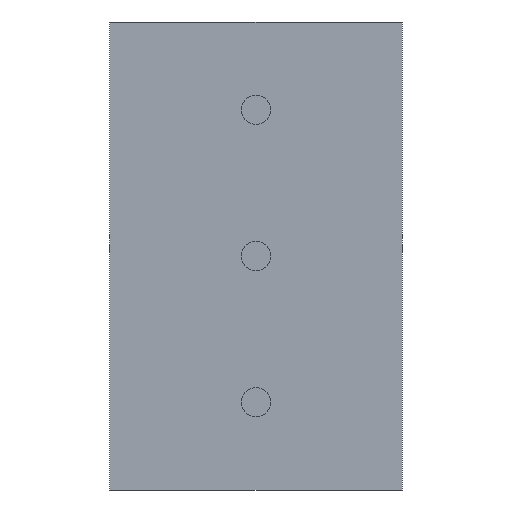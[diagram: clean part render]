
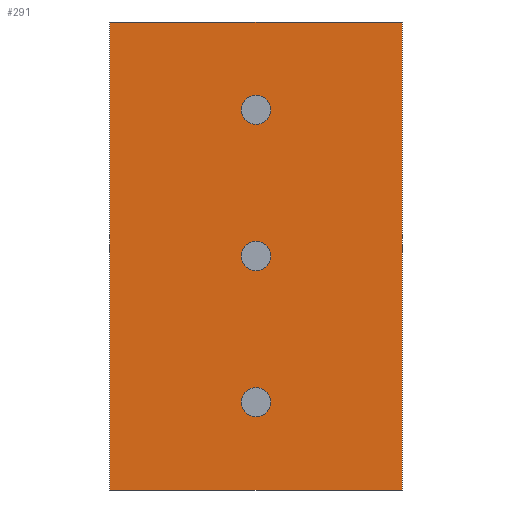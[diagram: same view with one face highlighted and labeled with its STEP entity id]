
A CAD part, front view. The second image highlights one B-rep face of the part: STEP entity #291.
In plain terms, the highlighted planar face has unit normal (0, -1, 0).
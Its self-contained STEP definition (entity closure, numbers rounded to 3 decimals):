
#105=VECTOR('',#349,1.);
#106=VECTOR('',#350,1.);
#107=VECTOR('',#351,1.);
#108=VECTOR('',#352,1.);
#117=LINE('',#400,#105);
#118=LINE('',#403,#106);
#119=LINE('',#405,#107);
#120=LINE('',#407,#108);
#132=PLANE('',#313);
#140=VERTEX_POINT('',#385);
#142=VERTEX_POINT('',#391);
#144=VERTEX_POINT('',#397);
#145=VERTEX_POINT('',#401);
#146=VERTEX_POINT('',#402);
#147=VERTEX_POINT('',#404);
#148=VERTEX_POINT('',#406);
#158=CIRCLE('',#303,0.254);
#160=CIRCLE('',#307,0.254);
#162=CIRCLE('',#311,0.254);
#168=EDGE_CURVE('',#140,#140,#158,.T.);
#170=EDGE_CURVE('',#142,#142,#160,.T.);
#172=EDGE_CURVE('',#144,#144,#162,.T.);
#173=EDGE_CURVE('',#145,#146,#117,.T.);
#174=EDGE_CURVE('',#147,#145,#118,.T.);
#175=EDGE_CURVE('',#148,#147,#119,.T.);
#176=EDGE_CURVE('',#146,#148,#120,.T.);
#198=ORIENTED_EDGE('',*,*,#168,.T.);
#199=ORIENTED_EDGE('',*,*,#170,.T.);
#200=ORIENTED_EDGE('',*,*,#172,.T.);
#201=ORIENTED_EDGE('',*,*,#173,.F.);
#202=ORIENTED_EDGE('',*,*,#174,.F.);
#203=ORIENTED_EDGE('',*,*,#175,.F.);
#204=ORIENTED_EDGE('',*,*,#176,.F.);
#242=EDGE_LOOP('',(#198));
#243=EDGE_LOOP('',(#199));
#244=EDGE_LOOP('',(#200));
#245=EDGE_LOOP('',(#201,#202,#203,#204));
#268=FACE_BOUND('',#242,.T.);
#269=FACE_BOUND('',#243,.T.);
#270=FACE_BOUND('',#244,.T.);
#271=FACE_BOUND('',#245,.T.);
#291=ADVANCED_FACE('',(#268,#269,#270,#271),#132,.F.);
#303=AXIS2_PLACEMENT_3D('',#384,#331,#332);
#307=AXIS2_PLACEMENT_3D('',#390,#338,#339);
#311=AXIS2_PLACEMENT_3D('',#396,#345,#346);
#313=AXIS2_PLACEMENT_3D('',#399,#348,$);
#331=DIRECTION('',(0.,1.,0.));
#332=DIRECTION('',(0.254,0.,0.));
#338=DIRECTION('',(0.,1.,0.));
#339=DIRECTION('',(0.254,0.,0.));
#345=DIRECTION('',(0.,1.,0.));
#346=DIRECTION('',(0.254,0.,0.));
#348=DIRECTION('',(0.,1.,0.));
#349=DIRECTION('',(0.,0.,1.));
#350=DIRECTION('',(-1.,0.,0.));
#351=DIRECTION('',(0.,0.,-1.));
#352=DIRECTION('',(1.,0.,0.));
#384=CARTESIAN_POINT('',(-138.924,0.,-10.128));
#385=CARTESIAN_POINT('',(-138.67,0.,-10.128));
#390=CARTESIAN_POINT('',(-138.924,0.,-12.668));
#391=CARTESIAN_POINT('',(-138.67,0.,-12.668));
#396=CARTESIAN_POINT('',(-138.924,0.,-7.588));
#397=CARTESIAN_POINT('',(-138.67,0.,-7.588));
#399=CARTESIAN_POINT('',(-138.924,0.,-10.128));
#400=CARTESIAN_POINT('',(-141.464,0.,-14.193));
#401=CARTESIAN_POINT('',(-141.464,0.,-14.193));
#402=CARTESIAN_POINT('',(-141.464,0.,-6.063));
#403=CARTESIAN_POINT('',(-136.384,0.,-14.193));
#404=CARTESIAN_POINT('',(-136.384,0.,-14.193));
#405=CARTESIAN_POINT('',(-136.384,0.,-6.063));
#406=CARTESIAN_POINT('',(-136.384,0.,-6.063));
#407=CARTESIAN_POINT('',(-141.464,0.,-6.063));
